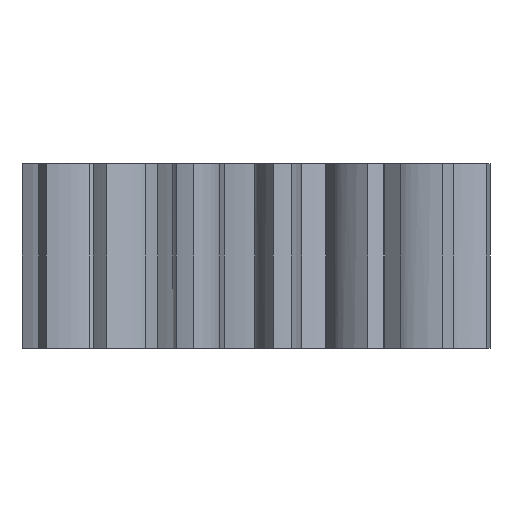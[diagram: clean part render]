
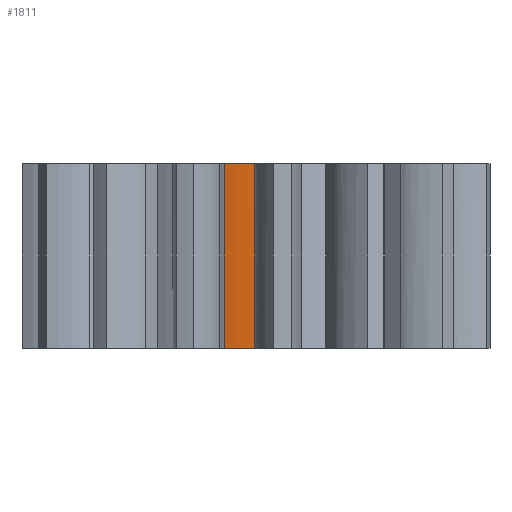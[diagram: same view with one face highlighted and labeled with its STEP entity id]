
A CAD part, front view. The second image highlights one B-rep face of the part: STEP entity #1811.
In plain terms, the highlighted cylindrical face has radius 9.375 mm (diameter 18.75 mm), a partial arc.
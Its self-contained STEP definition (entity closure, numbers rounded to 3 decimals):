
#208=FACE_OUTER_BOUND('',#302,.T.);
#302=EDGE_LOOP('',(#1432,#1433,#1434,#1435));
#444=LINE('',#7130,#598);
#445=LINE('',#7136,#599);
#598=VECTOR('',#2277,10.);
#599=VECTOR('',#2284,10.);
#684=CIRCLE('',#1944,9.375);
#685=CIRCLE('',#1945,9.375);
#836=VERTEX_POINT('',#7126);
#837=VERTEX_POINT('',#7128);
#838=VERTEX_POINT('',#7132);
#839=VERTEX_POINT('',#7134);
#1088=EDGE_CURVE('',#836,#837,#444,.T.);
#1089=EDGE_CURVE('',#838,#836,#684,.T.);
#1090=EDGE_CURVE('',#839,#837,#685,.T.);
#1091=EDGE_CURVE('',#838,#839,#445,.T.);
#1432=ORIENTED_EDGE('',*,*,#1089,.T.);
#1433=ORIENTED_EDGE('',*,*,#1088,.T.);
#1434=ORIENTED_EDGE('',*,*,#1090,.F.);
#1435=ORIENTED_EDGE('',*,*,#1091,.F.);
#1735=CYLINDRICAL_SURFACE('',#1943,9.375);
#1811=ADVANCED_FACE('',(#208),#1735,.T.);
#1943=AXIS2_PLACEMENT_3D('',#7131,#2278,#2279);
#1944=AXIS2_PLACEMENT_3D('',#7133,#2280,#2281);
#1945=AXIS2_PLACEMENT_3D('',#7135,#2282,#2283);
#2277=DIRECTION('',(0.,0.,-1.));
#2278=DIRECTION('center_axis',(0.,0.,
-1.));
#2279=DIRECTION('ref_axis',(-1.,0.,0.));
#2280=DIRECTION('center_axis',(0.,0.,
-1.));
#2281=DIRECTION('ref_axis',(-1.,0.,0.));
#2282=DIRECTION('center_axis',(0.,0.,
-1.));
#2283=DIRECTION('ref_axis',(-1.,0.,0.));
#2284=DIRECTION('',(0.,0.,-1.));
#7126=CARTESIAN_POINT('',(-1.812,-9.198,-5.));
#7128=CARTESIAN_POINT('',(-1.812,-9.198,-15.));
#7130=CARTESIAN_POINT('',(-1.812,-9.198,-5.));
#7131=CARTESIAN_POINT('Origin',(0.,0.,
-5.));
#7132=CARTESIAN_POINT('',(-0.14,-9.374,-5.));
#7133=CARTESIAN_POINT('Origin',(0.,0.,
-5.));
#7134=CARTESIAN_POINT('',(-0.14,-9.374,-15.));
#7135=CARTESIAN_POINT('Origin',(0.,0.,
-15.));
#7136=CARTESIAN_POINT('',(-0.14,-9.374,-5.));
